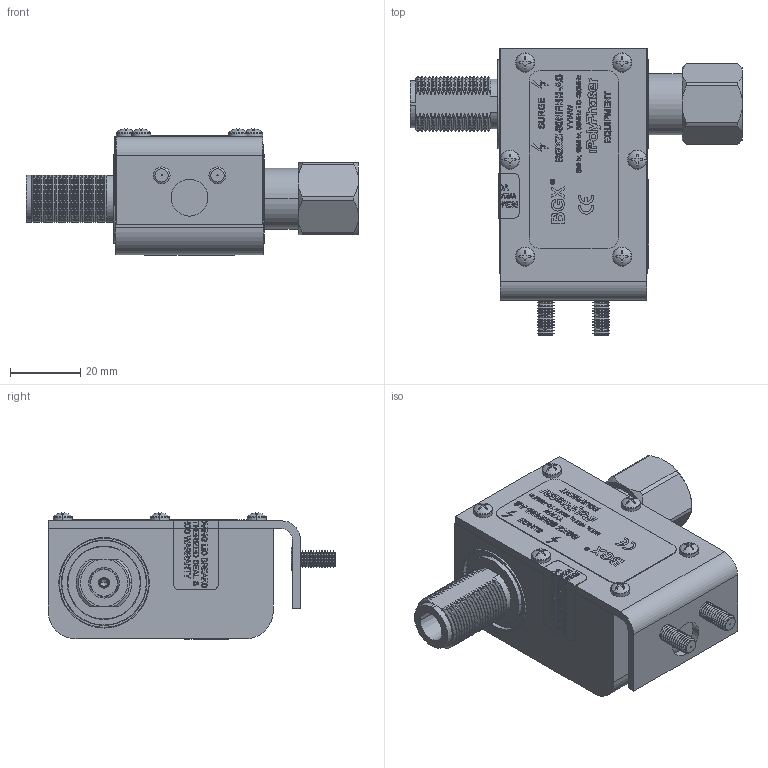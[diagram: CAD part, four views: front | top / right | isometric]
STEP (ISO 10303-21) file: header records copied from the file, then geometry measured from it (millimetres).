
FILE_DESCRIPTION (( 'STEP AP214' ), '1' );
FILE_NAME ('BGXZ-60NFNM-AS.STEP', '2019-07-30T16:08:37', ( '' ), ( '' ), 'SwSTEP 2.0', 'SolidWorks 2019', '' );
FILE_SCHEMA (( 'AUTOMOTIVE_DESIGN' ));
Length unit declared in the file: inch
Products named in the file (19): 7020-2798; 5220-0007; BGXZ-60NFNM-AS; 5330-0198-01; 7040-0079; 7040-0062; Body^2012-1312; 9500-0039; 2011-1306; 1081-0251-05; 7020-2769A; 2003-1052; 2012-1312; 9090-1905; 7020-1394; 1103-0002; NUT^2012-1312; 1101-0211-03; 1212-0911-08
Assembly tree (27 placements, depth 4):
  BGXZ-60NFNM-AS
    9090-1905
      5330-0198-01
      7040-0062  x2
      2011-1306
      1103-0002  x2
      1101-0211-03  x2
      2012-1312
        Body^2012-1312
        NUT^2012-1312
    9500-0039
      5220-0007
      1212-0911-08  x2
    7040-0079
    7020-1394
    7020-2769A
    7020-2798
    1081-0251-05  x6
    2003-1052
Bounding box: 94.61 x 81.98 x 36.03 mm (x, y, z)
Volume: 68774.1 mm3; surface area: 42778.4 mm2
Topology: 24 solids, 24 shells, 3746 faces, 9546 edges, 6041 vertices
Faces by surface type: plane 1673, cylinder 805, cone 644, bspline 560, torus 56, sphere 8
Entity records: 121211 total; most frequent: CARTESIAN_POINT 39124, ORIENTED_EDGE 15004, DIRECTION 11949, EDGE_CURVE 7502, LINE 5037, VECTOR 5037, VERTEX_POINT 4889, AXIS2_PLACEMENT_3D 3456
